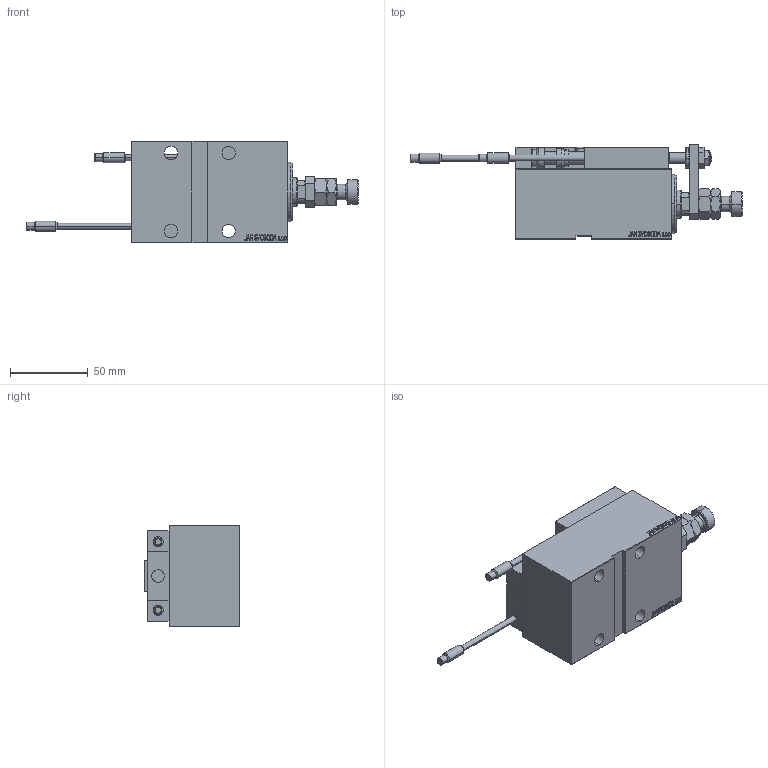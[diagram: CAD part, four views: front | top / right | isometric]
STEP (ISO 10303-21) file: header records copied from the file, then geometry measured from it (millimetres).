
FILE_DESCRIPTION (( 'STEP AP203' ), '1' );
FILE_NAME ('6d31.STEP', '2022-05-10T14:19:08', ( '' ), ( '' ), 'SwSTEP 2.0', 'SolidWorks 2019', '' );
FILE_SCHEMA (( 'CONFIG_CONTROL_DESIGN' ));
Length unit declared in the file: millimetre
Products named in the file (17): MAGNET 60d67214c4f93f2318b02a1ff7036c79; SWITCH X 60d67214c4f93f2318b02a1ff7036c79; SWITCH DIM B,W 60d67214c4f93f2318b02a1ff7036c79; V450CM_VC_B 60d67214c4f93f2318b02a1ff7036c79; NUT_D12 60d67214c4f93f2318b02a1ff7036c79; ZARAZKA 60d67214c4f93f2318b02a1ff7036c79; Block 60d67214c4f93f2318b02a1ff7036c79; KONCOVKA_Y 60d67214c4f93f2318b02a1ff7036c79; 6d31; NUT_D10 60d67214c4f93f2318b02a1ff7036c79; V450CM_E_Body 60d67214c4f93f2318b02a1ff7036c79; TYC_L79 60d67214c4f93f2318b02a1ff7036c79; SWITCH_X_FRONT_BACK 60d67214c4f93f2318b02a1ff7036c79; V450CM_E_VCP 60d67214c4f93f2318b02a1ff7036c79; ALLEN BOLT D8 60d67214c4f93f2318b02a1ff7036c79; ALLEN BOLT D5 60d67214c4f93f2318b02a1ff7036c79; X_Y_MFA 60d67214c4f93f2318b02a1ff7036c79
Assembly tree (26 placements, depth 3):
  6d31
    V450CM_E_Body 60d67214c4f93f2318b02a1ff7036c79
    V450CM_E_VCP 60d67214c4f93f2318b02a1ff7036c79
    V450CM_VC_B 60d67214c4f93f2318b02a1ff7036c79
    SWITCH X 60d67214c4f93f2318b02a1ff7036c79
      SWITCH_X_FRONT_BACK 60d67214c4f93f2318b02a1ff7036c79  x2
      TYC_L79 60d67214c4f93f2318b02a1ff7036c79
      Block 60d67214c4f93f2318b02a1ff7036c79  x2
      ALLEN BOLT D5 60d67214c4f93f2318b02a1ff7036c79  x4
      ALLEN BOLT D8 60d67214c4f93f2318b02a1ff7036c79  x4
      MAGNET 60d67214c4f93f2318b02a1ff7036c79  x2
      KONCOVKA_Y 60d67214c4f93f2318b02a1ff7036c79  x2
    SWITCH DIM B,W 60d67214c4f93f2318b02a1ff7036c79
    ZARAZKA 60d67214c4f93f2318b02a1ff7036c79
    NUT_D10 60d67214c4f93f2318b02a1ff7036c79
    NUT_D12 60d67214c4f93f2318b02a1ff7036c79
    X_Y_MFA 60d67214c4f93f2318b02a1ff7036c79
Bounding box: 213 x 60.5 x 65 mm (x, y, z)
Volume: 320007.6 mm3; surface area: 80213.9 mm2
Topology: 25 solids, 25 shells, 1354 faces, 3220 edges, 2044 vertices
Faces by surface type: plane 585, bspline 380, cylinder 184, cone 149, torus 52, sphere 4
Entity records: 51608 total; most frequent: CARTESIAN_POINT 25932, ORIENTED_EDGE 5416, DIRECTION 3689, EDGE_CURVE 2708, VERTEX_POINT 1756, LINE 1527, VECTOR 1527, EDGE_LOOP 1250
